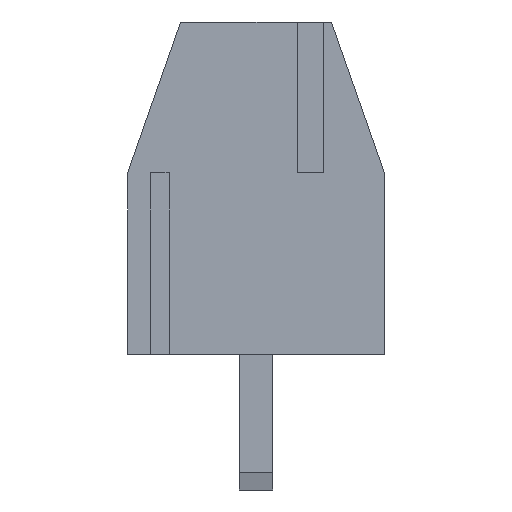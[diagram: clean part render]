
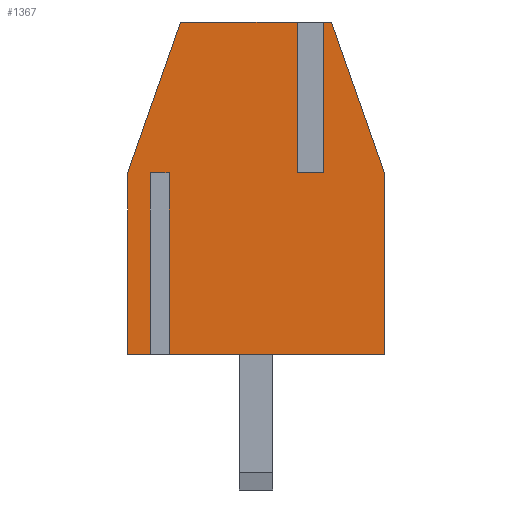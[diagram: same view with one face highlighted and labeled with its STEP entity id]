
A CAD part, left-side view. The second image highlights one B-rep face of the part: STEP entity #1367.
In plain terms, the highlighted planar face has unit normal (-1, 0, 0).
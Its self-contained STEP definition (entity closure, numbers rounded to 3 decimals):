
#1367 = ADVANCED_FACE('',(#1368),#1482,.F.);
#1368 = FACE_BOUND('',#1369,.F.);
#1369 = EDGE_LOOP('',(#1370,#1380,#1388,#1396,#1404,#1412,#1420,#1428,
    #1436,#1444,#1452,#1460,#1468,#1476));
#1370 = ORIENTED_EDGE('',*,*,#1371,.T.);
#1371 = EDGE_CURVE('',#1372,#1374,#1376,.T.);
#1372 = VERTEX_POINT('',#1373);
#1373 = CARTESIAN_POINT('',(-1.75,-2.,8.8));
#1374 = VERTEX_POINT('',#1375);
#1375 = CARTESIAN_POINT('',(-1.75,-3.4,4.8));
#1376 = LINE('',#1377,#1378);
#1377 = CARTESIAN_POINT('',(-1.75,-2.,8.8));
#1378 = VECTOR('',#1379,1.);
#1379 = DIRECTION('',(0.,-0.33,-0.944));
#1380 = ORIENTED_EDGE('',*,*,#1381,.T.);
#1381 = EDGE_CURVE('',#1374,#1382,#1384,.T.);
#1382 = VERTEX_POINT('',#1383);
#1383 = CARTESIAN_POINT('',(-1.75,-3.4,-0.));
#1384 = LINE('',#1385,#1386);
#1385 = CARTESIAN_POINT('',(-1.75,-3.4,4.8));
#1386 = VECTOR('',#1387,1.);
#1387 = DIRECTION('',(0.,0.,-1.));
#1388 = ORIENTED_EDGE('',*,*,#1389,.T.);
#1389 = EDGE_CURVE('',#1382,#1390,#1392,.T.);
#1390 = VERTEX_POINT('',#1391);
#1391 = CARTESIAN_POINT('',(-1.75,2.3,0.));
#1392 = LINE('',#1393,#1394);
#1393 = CARTESIAN_POINT('',(-1.75,-3.4,0.));
#1394 = VECTOR('',#1395,1.);
#1395 = DIRECTION('',(0.,1.,0.));
#1396 = ORIENTED_EDGE('',*,*,#1397,.F.);
#1397 = EDGE_CURVE('',#1398,#1390,#1400,.T.);
#1398 = VERTEX_POINT('',#1399);
#1399 = CARTESIAN_POINT('',(-1.75,2.3,4.8));
#1400 = LINE('',#1401,#1402);
#1401 = CARTESIAN_POINT('',(-1.75,2.3,4.8));
#1402 = VECTOR('',#1403,1.);
#1403 = DIRECTION('',(0.,0.,-1.));
#1404 = ORIENTED_EDGE('',*,*,#1405,.T.);
#1405 = EDGE_CURVE('',#1398,#1406,#1408,.T.);
#1406 = VERTEX_POINT('',#1407);
#1407 = CARTESIAN_POINT('',(-1.75,2.8,4.8));
#1408 = LINE('',#1409,#1410);
#1409 = CARTESIAN_POINT('',(-1.75,2.3,4.8));
#1410 = VECTOR('',#1411,1.);
#1411 = DIRECTION('',(0.,1.,0.));
#1412 = ORIENTED_EDGE('',*,*,#1413,.T.);
#1413 = EDGE_CURVE('',#1406,#1414,#1416,.T.);
#1414 = VERTEX_POINT('',#1415);
#1415 = CARTESIAN_POINT('',(-1.75,2.8,0.));
#1416 = LINE('',#1417,#1418);
#1417 = CARTESIAN_POINT('',(-1.75,2.8,4.8));
#1418 = VECTOR('',#1419,1.);
#1419 = DIRECTION('',(0.,0.,-1.));
#1420 = ORIENTED_EDGE('',*,*,#1421,.T.);
#1421 = EDGE_CURVE('',#1414,#1422,#1424,.T.);
#1422 = VERTEX_POINT('',#1423);
#1423 = CARTESIAN_POINT('',(-1.75,3.4,0.));
#1424 = LINE('',#1425,#1426);
#1425 = CARTESIAN_POINT('',(-1.75,-3.4,0.));
#1426 = VECTOR('',#1427,1.);
#1427 = DIRECTION('',(0.,1.,0.));
#1428 = ORIENTED_EDGE('',*,*,#1429,.T.);
#1429 = EDGE_CURVE('',#1422,#1430,#1432,.T.);
#1430 = VERTEX_POINT('',#1431);
#1431 = CARTESIAN_POINT('',(-1.75,3.4,4.8));
#1432 = LINE('',#1433,#1434);
#1433 = CARTESIAN_POINT('',(-1.75,3.4,0.));
#1434 = VECTOR('',#1435,1.);
#1435 = DIRECTION('',(0.,0.,1.));
#1436 = ORIENTED_EDGE('',*,*,#1437,.T.);
#1437 = EDGE_CURVE('',#1430,#1438,#1440,.T.);
#1438 = VERTEX_POINT('',#1439);
#1439 = CARTESIAN_POINT('',(-1.75,2.,8.8));
#1440 = LINE('',#1441,#1442);
#1441 = CARTESIAN_POINT('',(-1.75,3.4,4.8));
#1442 = VECTOR('',#1443,1.);
#1443 = DIRECTION('',(0.,-0.33,0.944));
#1444 = ORIENTED_EDGE('',*,*,#1445,.T.);
#1445 = EDGE_CURVE('',#1438,#1446,#1448,.T.);
#1446 = VERTEX_POINT('',#1447);
#1447 = CARTESIAN_POINT('',(-1.75,-1.2,8.8));
#1448 = LINE('',#1449,#1450);
#1449 = CARTESIAN_POINT('',(-1.75,2.,8.8));
#1450 = VECTOR('',#1451,1.);
#1451 = DIRECTION('',(0.,-1.,0.));
#1452 = ORIENTED_EDGE('',*,*,#1453,.F.);
#1453 = EDGE_CURVE('',#1454,#1446,#1456,.T.);
#1454 = VERTEX_POINT('',#1455);
#1455 = CARTESIAN_POINT('',(-1.75,-1.2,4.8));
#1456 = LINE('',#1457,#1458);
#1457 = CARTESIAN_POINT('',(-1.75,-1.2,4.8));
#1458 = VECTOR('',#1459,1.);
#1459 = DIRECTION('',(0.,0.,1.));
#1460 = ORIENTED_EDGE('',*,*,#1461,.T.);
#1461 = EDGE_CURVE('',#1454,#1462,#1464,.T.);
#1462 = VERTEX_POINT('',#1463);
#1463 = CARTESIAN_POINT('',(-1.75,-1.7,4.8));
#1464 = LINE('',#1465,#1466);
#1465 = CARTESIAN_POINT('',(-1.75,-1.2,4.8));
#1466 = VECTOR('',#1467,1.);
#1467 = DIRECTION('',(0.,-1.,0.));
#1468 = ORIENTED_EDGE('',*,*,#1469,.T.);
#1469 = EDGE_CURVE('',#1462,#1470,#1472,.T.);
#1470 = VERTEX_POINT('',#1471);
#1471 = CARTESIAN_POINT('',(-1.75,-1.7,8.8));
#1472 = LINE('',#1473,#1474);
#1473 = CARTESIAN_POINT('',(-1.75,-1.7,4.8));
#1474 = VECTOR('',#1475,1.);
#1475 = DIRECTION('',(0.,0.,1.));
#1476 = ORIENTED_EDGE('',*,*,#1477,.T.);
#1477 = EDGE_CURVE('',#1470,#1372,#1478,.T.);
#1478 = LINE('',#1479,#1480);
#1479 = CARTESIAN_POINT('',(-1.75,2.,8.8));
#1480 = VECTOR('',#1481,1.);
#1481 = DIRECTION('',(0.,-1.,0.));
#1482 = PLANE('',#1483);
#1483 = AXIS2_PLACEMENT_3D('',#1484,#1485,#1486);
#1484 = CARTESIAN_POINT('',(-1.75,0.,4.013));
#1485 = DIRECTION('',(1.,0.,0.));
#1486 = DIRECTION('',(0.,0.,1.));
